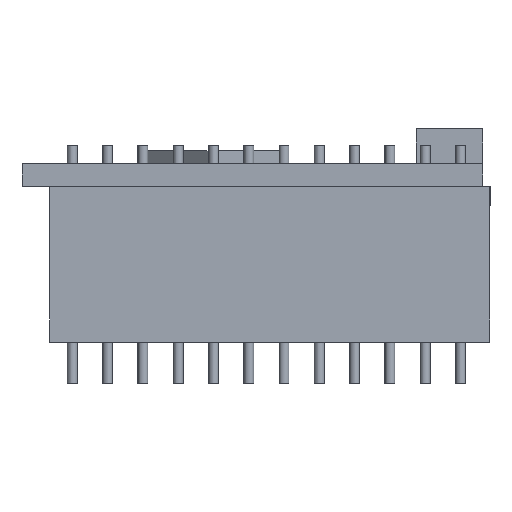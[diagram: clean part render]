
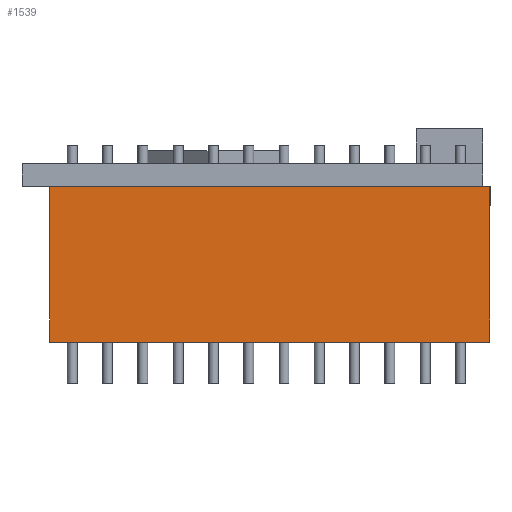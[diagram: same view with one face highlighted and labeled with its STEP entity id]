
A CAD part, front view. The second image highlights one B-rep face of the part: STEP entity #1539.
In plain terms, the highlighted face is planar.
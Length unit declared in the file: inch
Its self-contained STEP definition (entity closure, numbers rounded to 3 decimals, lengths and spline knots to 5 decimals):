
#339=FACE_OUTER_BOUND('',#505,.T.);
#505=EDGE_LOOP('',(#1395,#1396,#1397,#1398));
#593=LINE('',#2676,#689);
#596=LINE('',#2682,#692);
#599=LINE('',#2688,#695);
#602=LINE('',#2692,#698);
#689=VECTOR('',#2253,0.3937);
#692=VECTOR('',#2258,0.3937);
#695=VECTOR('',#2263,0.3937);
#698=VECTOR('',#2268,0.3937);
#821=VERTEX_POINT('',#2673);
#822=VERTEX_POINT('',#2675);
#824=VERTEX_POINT('',#2681);
#826=VERTEX_POINT('',#2687);
#1009=EDGE_CURVE('',#822,#821,#593,.T.);
#1012=EDGE_CURVE('',#824,#822,#596,.T.);
#1015=EDGE_CURVE('',#826,#824,#599,.T.);
#1018=EDGE_CURVE('',#821,#826,#602,.T.);
#1395=ORIENTED_EDGE('',*,*,#1018,.T.);
#1396=ORIENTED_EDGE('',*,*,#1015,.T.);
#1397=ORIENTED_EDGE('',*,*,#1012,.T.);
#1398=ORIENTED_EDGE('',*,*,#1009,.T.);
#1446=PLANE('',#1788);
#1539=ADVANCED_FACE('',(#339),#1446,.T.);
#1788=AXIS2_PLACEMENT_3D('',#2693,#2269,#2270);
#2253=DIRECTION('',(0.,-1.,0.));
#2258=DIRECTION('',(-1.,0.,0.));
#2263=DIRECTION('',(0.,1.,0.));
#2268=DIRECTION('',(1.,0.,0.));
#2269=DIRECTION('center_axis',(0.,0.,1.));
#2270=DIRECTION('ref_axis',(1.,0.,0.));
#2673=CARTESIAN_POINT('',(0.,0.,0.103));
#2675=CARTESIAN_POINT('',(0.,0.441,0.103));
#2676=CARTESIAN_POINT('',(0.,0.441,0.103));
#2681=CARTESIAN_POINT('',(1.248,0.441,0.103));
#2682=CARTESIAN_POINT('',(1.248,0.441,0.103));
#2687=CARTESIAN_POINT('',(1.248,0.,0.103));
#2688=CARTESIAN_POINT('',(1.248,0.,0.103));
#2692=CARTESIAN_POINT('',(0.,0.,0.103));
#2693=CARTESIAN_POINT('Origin',(0.624,0.2205,0.103));
